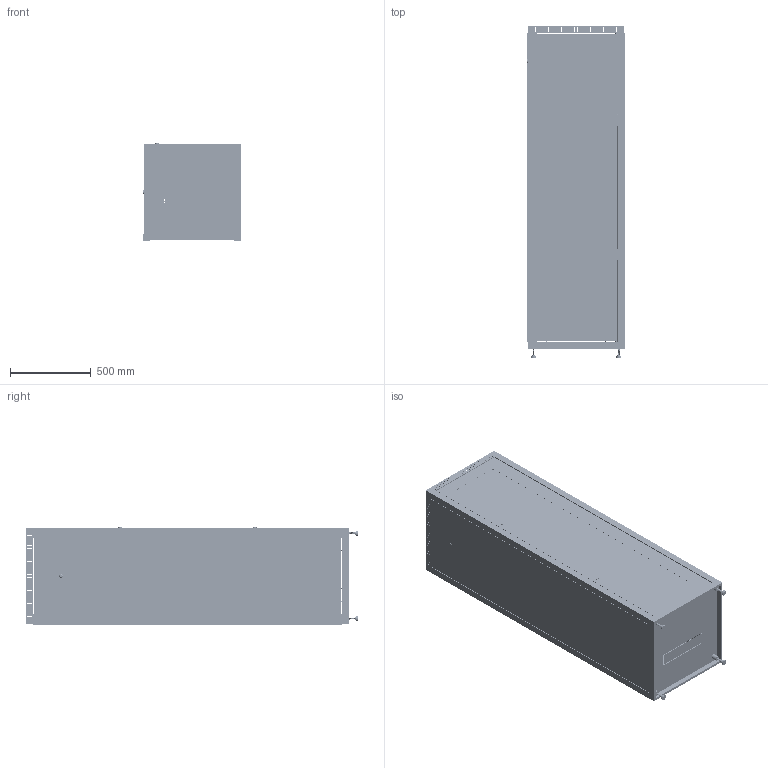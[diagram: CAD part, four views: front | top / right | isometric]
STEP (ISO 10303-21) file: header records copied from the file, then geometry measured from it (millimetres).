
FILE_DESCRIPTION (( 'STEP AP214' ), '1' );
FILE_NAME ('ITK LINEA E 600x600_42U_DverStekl-Me.STEP', '2018-12-24T11:05:55', ( '' ), ( '' ), 'SwSTEP 2.0', 'SolidWorks 2014', '' );
FILE_SCHEMA (( 'AUTOMOTIVE_DESIGN' ));
Length unit declared in the file: millimetre
Products named in the file (15): Vint (1)_01; Äâåðü â ñáîðå_42; ITK LINEA E 600x600_42U_DverStekl-Me; Îïîðà LF-80; êðûøà; Stoika_-05; Îñíîâàíèå â ñáîðå; Panel_Bok_-05; 岓臍 119.30.02 栺樏鋋_42U; Bok_profil_-00; Gaika; Dver_Me_42U; 拟屦黖42; ﾎ魵瑙韃; Profil 19_-05
Assembly tree (59 placements, depth 3):
  ITK LINEA E 600x600_42U_DverStekl-Me
    Îñíîâàíèå â ñáîðå
      ﾎ魵瑙韃
      Îïîðà LF-80  x4
    Stoika_-05  x4
    êðûøà
    Panel_Bok_-05  x2
    Äâåðü â ñáîðå_42
      拟屦黖42
      岓臍 119.30.02 栺樏鋋_42U
    Dver_Me_42U
    Gaika  x16
    Bok_profil_-00  x4
    Vint (1)_01  x18
    Profil 19_-05  x4
Bounding box: 607 x 2055.2 x 601.1 mm (x, y, z)
Volume: 11749125 mm3; surface area: 15953222.8 mm2
Topology: 57 solids, 57 shells, 10756 faces, 29966 edges, 19356 vertices
Faces by surface type: plane 8500, cylinder 1960, bspline 216, sphere 60, cone 12, torus 8
Entity records: 120303 total; most frequent: CARTESIAN_POINT 25149, ORIENTED_EDGE 19758, DIRECTION 18298, EDGE_CURVE 9879, LINE 8302, VECTOR 8302, VERTEX_POINT 6528, AXIS2_PLACEMENT_3D 4998
